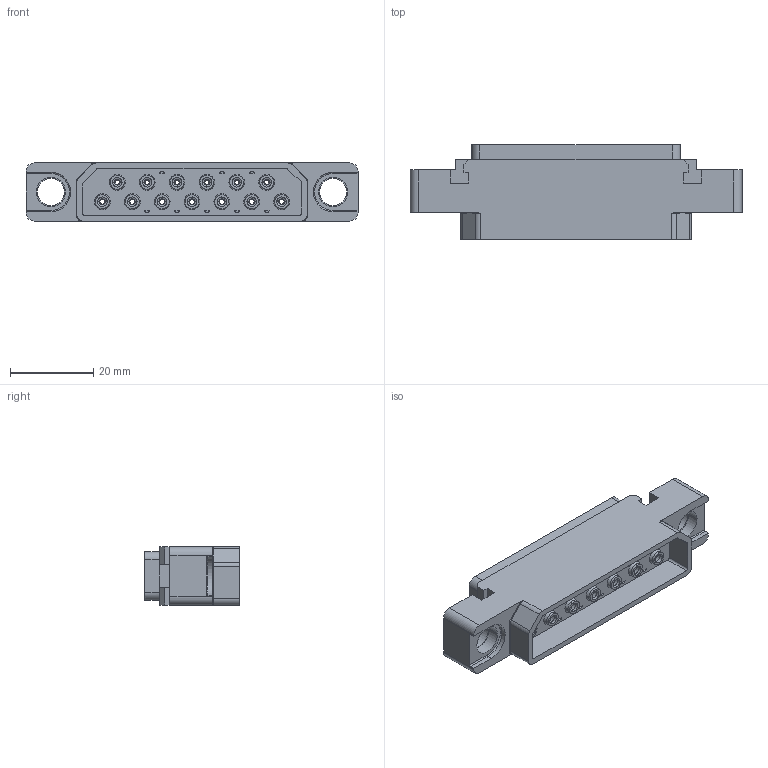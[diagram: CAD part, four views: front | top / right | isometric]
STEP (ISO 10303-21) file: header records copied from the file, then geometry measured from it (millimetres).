
FILE_DESCRIPTION((''),'2;1');
FILE_NAME('1900ND05P1X00C','2019-10-28T',('presta_be4'),(''),'CREO PARAMETRIC BY PTC INC, 2018360','CREO PARAMETRIC BY PTC INC, 2018360','');
FILE_SCHEMA(('CONFIG_CONTROL_DESIGN'));
Length unit declared in the file: millimetre
Products named in the file (1): 1900ND05P1X00C
Bounding box: 80 x 22.85 x 14 mm (x, y, z)
Volume: 12012.9 mm3; surface area: 11320.1 mm2
Topology: 1 solids, 1 shells, 1091 faces, 2443 edges, 1416 vertices
Faces by surface type: cylinder 422, torus 268, cone 212, plane 177, bspline 12
Entity records: 31104 total; most frequent: DIRECTION 5969, CARTESIAN_POINT 5818, ORIENTED_EDGE 4886, AXIS2_PLACEMENT_3D 2526, EDGE_CURVE 2443, CIRCLE 1447, VERTEX_POINT 1416, EDGE_LOOP 1233
